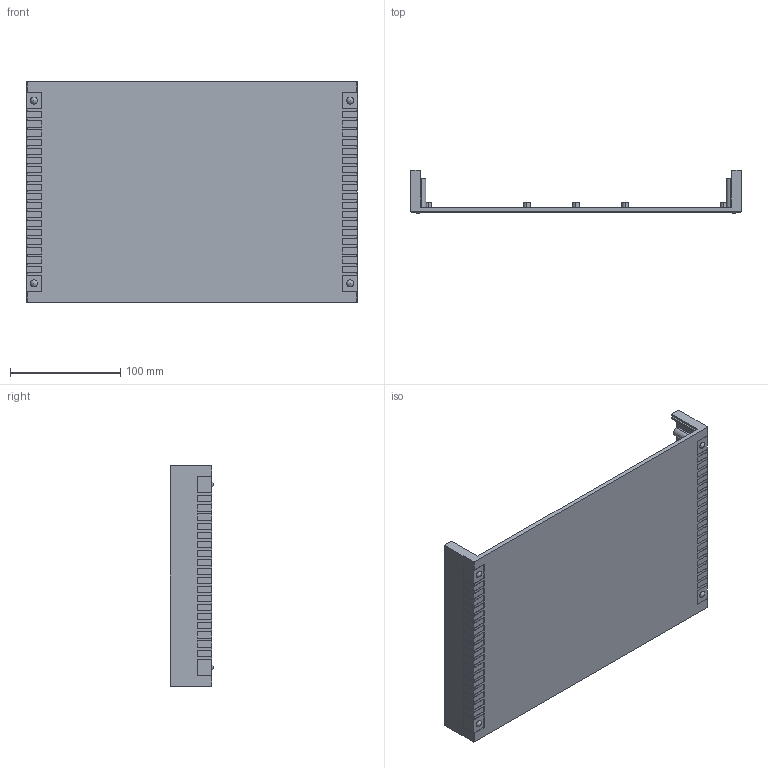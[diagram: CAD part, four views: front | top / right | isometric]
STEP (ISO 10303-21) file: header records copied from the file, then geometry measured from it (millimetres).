
FILE_DESCRIPTION (( 'STEP AP214' ), '1' );
FILE_NAME ('gainta-g735.step', '2016-12-04T11:09:13', ( '' ), ( '' ), 'SwSTEP 2.0', 'SolidWorks 2016', '' );
FILE_SCHEMA (( 'AUTOMOTIVE_DESIGN' ));
Length unit declared in the file: millimetre
Products named in the file (1): gainta-g735
Bounding box: 300 x 39.1 x 200 mm (x, y, z)
Volume: 241729.6 mm3; surface area: 165912.1 mm2
Topology: 1 solids, 1 shells, 570 faces, 1600 edges, 1066 vertices
Faces by surface type: plane 448, cylinder 118, sphere 4
Entity records: 18236 total; most frequent: CARTESIAN_POINT 3221, ORIENTED_EDGE 3180, DIRECTION 3040, EDGE_CURVE 1590, VECTOR 1282, LINE 1282, VERTEX_POINT 1060, AXIS2_PLACEMENT_3D 879
